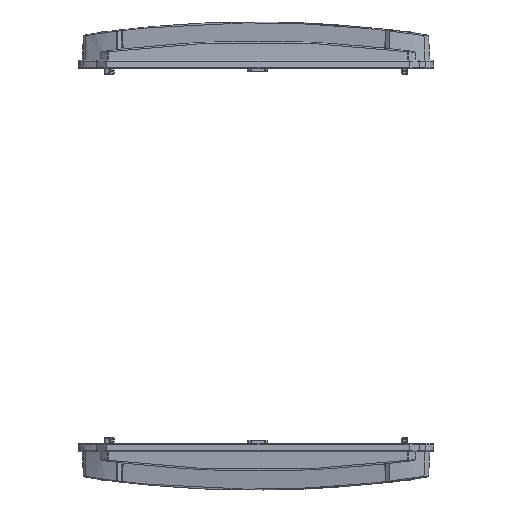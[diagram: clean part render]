
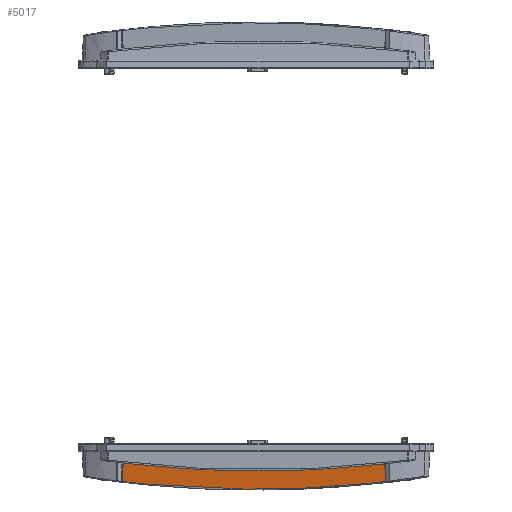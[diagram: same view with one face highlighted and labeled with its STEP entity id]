
A CAD part, front view. The second image highlights one B-rep face of the part: STEP entity #5017.
In plain terms, the highlighted planar face has unit normal (-0.173, -0.984, -0.052).
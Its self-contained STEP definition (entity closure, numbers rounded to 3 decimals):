
#4922=CARTESIAN_POINT('',(66.85,-10.797,-116.695));
#4923=DIRECTION('',(0.173,0.983,0.052));
#4924=DIRECTION('',(0.0,-0.053,0.999));
#4925=AXIS2_PLACEMENT_3D('',#4922,#4923,#4924);
#4926=PLANE('',#4925);
#4927=CARTESIAN_POINT('',(-70.692,13.602,-119.448));
#4928=VERTEX_POINT('',#4927);
#4929=CARTESIAN_POINT('',(-56.469,11.175,-120.963));
#4930=VERTEX_POINT('',#4929);
#4931=CARTESIAN_POINT('',(-7.362,-29.251,475.974));
#4932=DIRECTION('',(-0.173,-0.983,-0.052));
#4933=DIRECTION('',(0.009,0.052,-0.999));
#4934=AXIS2_PLACEMENT_3D('',#4931,#4932,#4933);
#4935=ELLIPSE('',#4934,600.323,599.5);
#4936=EDGE_CURVE('',#4928,#4930,#4935,.T.);
#4937=ORIENTED_EDGE('',*,*,#4936,.T.);
#4938=CARTESIAN_POINT('',(56.536,-8.772,-120.579));
#4939=VERTEX_POINT('',#4938);
#4940=CARTESIAN_POINT('',(-7.362,-29.251,475.974));
#4941=DIRECTION('',(-0.173,-0.983,-0.052));
#4942=DIRECTION('',(0.009,0.052,-0.999));
#4943=AXIS2_PLACEMENT_3D('',#4940,#4941,#4942);
#4944=ELLIPSE('',#4943,600.323,599.5);
#4945=EDGE_CURVE('',#4930,#4939,#4944,.T.);
#4946=ORIENTED_EDGE('',*,*,#4945,.T.);
#4947=CARTESIAN_POINT('',(66.806,-10.643,-119.448));
#4948=VERTEX_POINT('',#4947);
#4949=CARTESIAN_POINT('',(-7.362,-29.251,475.974));
#4950=DIRECTION('',(-0.173,-0.983,-0.052));
#4951=DIRECTION('',(0.009,0.052,-0.999));
#4952=AXIS2_PLACEMENT_3D('',#4949,#4950,#4951);
#4953=ELLIPSE('',#4952,600.323,599.5);
#4954=EDGE_CURVE('',#4939,#4948,#4953,.T.);
#4955=ORIENTED_EDGE('',*,*,#4954,.T.);
#4956=CARTESIAN_POINT('',(66.809,-10.643,-119.447));
#4957=VERTEX_POINT('',#4956);
#4958=CARTESIAN_POINT('',(-7.362,-29.251,475.974));
#4959=DIRECTION('',(0.173,0.983,0.052));
#4960=DIRECTION('',(0.009,0.052,-0.999));
#4961=AXIS2_PLACEMENT_3D('',#4958,#4959,#4960);
#4962=ELLIPSE('',#4961,600.323,599.5);
#4963=EDGE_CURVE('',#4957,#4948,#4962,.T.);
#4964=ORIENTED_EDGE('',*,*,#4963,.F.);
#4965=CARTESIAN_POINT('',(66.802,-10.645,-119.389));
#4966=VERTEX_POINT('',#4965);
#4967=CARTESIAN_POINT('',(67.294,-10.733,-119.363));
#4968=DIRECTION('',(0.173,0.983,0.052));
#4969=DIRECTION('',(0.009,0.052,-0.999));
#4970=AXIS2_PLACEMENT_3D('',#4967,#4968,#4969);
#4971=ELLIPSE('',#4970,0.501,0.5);
#4972=EDGE_CURVE('',#4957,#4966,#4971,.T.);
#4973=ORIENTED_EDGE('',*,*,#4972,.T.);
#4974=CARTESIAN_POINT('',(66.252,-11.03,-110.331));
#4975=VERTEX_POINT('',#4974);
#4976=CARTESIAN_POINT('',(66.252,-11.03,-110.331));
#4977=DIRECTION('',(0.061,0.042,-0.997));
#4978=VECTOR('',#4977,9.083);
#4979=LINE('',#4976,#4978);
#4980=EDGE_CURVE('',#4966,#4975,#4979,.F.);
#4981=ORIENTED_EDGE('',*,*,#4980,.T.);
#4982=CARTESIAN_POINT('',(-70.285,13.02,-109.869));
#4983=VERTEX_POINT('',#4982);
#4984=CARTESIAN_POINT('',(0.,-31.083,486.0));
#4985=DIRECTION('',(0.173,0.983,0.052));
#4986=DIRECTION('',(0.942,-0.181,0.284));
#4987=AXIS2_PLACEMENT_3D('',#4984,#4985,#4986);
#4988=ELLIPSE('',#4987,610.092,600.0);
#4989=EDGE_CURVE('',#4975,#4983,#4988,.T.);
#4990=ORIENTED_EDGE('',*,*,#4989,.T.);
#4991=CARTESIAN_POINT('',(-70.69,13.598,-119.389));
#4992=VERTEX_POINT('',#4991);
#4993=CARTESIAN_POINT('',(-70.285,13.02,-109.869));
#4994=DIRECTION('',(-0.042,0.061,-0.997));
#4995=VECTOR('',#4994,9.546);
#4996=LINE('',#4993,#4995);
#4997=EDGE_CURVE('',#4992,#4983,#4996,.F.);
#4998=ORIENTED_EDGE('',*,*,#4997,.F.);
#4999=CARTESIAN_POINT('',(-70.696,13.602,-119.447));
#5000=VERTEX_POINT('',#4999);
#5001=CARTESIAN_POINT('',(-71.182,13.684,-119.363));
#5002=DIRECTION('',(0.173,0.983,0.052));
#5003=DIRECTION('',(0.009,0.052,-0.999));
#5004=AXIS2_PLACEMENT_3D('',#5001,#5002,#5003);
#5005=ELLIPSE('',#5004,0.501,0.5);
#5006=EDGE_CURVE('',#4992,#5000,#5005,.T.);
#5007=ORIENTED_EDGE('',*,*,#5006,.T.);
#5008=CARTESIAN_POINT('',(-7.362,-29.251,475.974));
#5009=DIRECTION('',(-0.173,-0.983,-0.052));
#5010=DIRECTION('',(0.009,0.052,-0.999));
#5011=AXIS2_PLACEMENT_3D('',#5008,#5009,#5010);
#5012=ELLIPSE('',#5011,600.323,599.5);
#5013=EDGE_CURVE('',#5000,#4928,#5012,.T.);
#5014=ORIENTED_EDGE('',*,*,#5013,.T.);
#5015=EDGE_LOOP('',(#4937,#4946,#4955,#4964,#4973,#4981,#4990,#4998,#5007,#5014));
#5016=FACE_OUTER_BOUND('',#5015,.T.);
#5017=ADVANCED_FACE('',(#5016),#4926,.F.);
